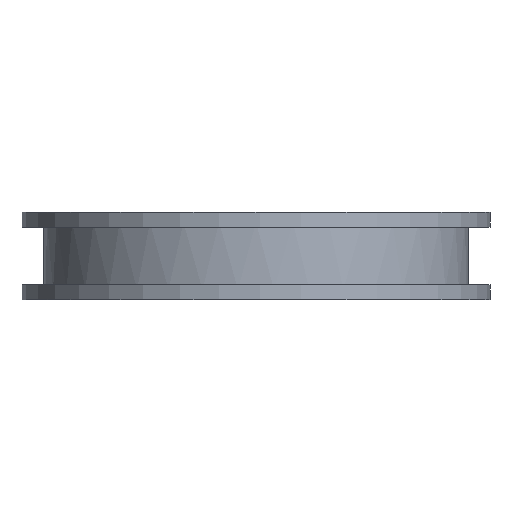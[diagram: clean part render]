
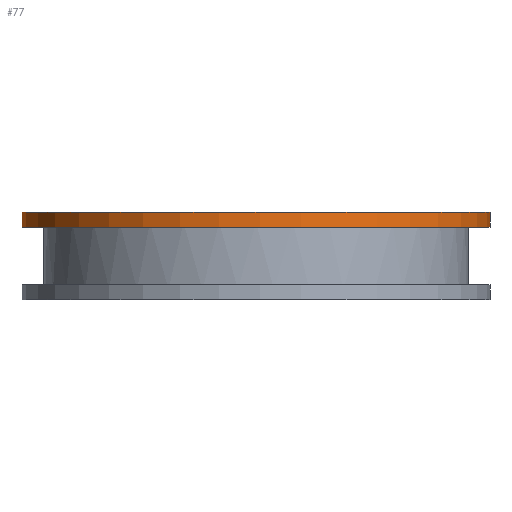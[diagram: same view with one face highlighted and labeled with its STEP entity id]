
A CAD part, front view. The second image highlights one B-rep face of the part: STEP entity #77.
In plain terms, the highlighted cylindrical face has radius 375 mm (diameter 750 mm), a full revolution.
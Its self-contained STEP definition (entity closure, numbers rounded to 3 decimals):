
#77=ADVANCED_FACE('',(#413,#415),#417,.T.);
#413=FACE_OUTER_BOUND('',#414,.T.);
#414=EDGE_LOOP('',(#1733));
#415=FACE_OUTER_BOUND('',#416,.T.);
#416=EDGE_LOOP('',(#1734));
#417=CYLINDRICAL_SURFACE('',#418,375.);
#418=AXIS2_PLACEMENT_3D('',#419,#420,#421);
#419=CARTESIAN_POINT('',(0.,0.,76.571));
#420=DIRECTION('',(0.,0.,-1.));
#421=DIRECTION('',(-0.156,-0.988,0.));
#1733=ORIENTED_EDGE('',*,*,#2280,.T.);
#1734=ORIENTED_EDGE('',*,*,#2281,.F.);
#2280=EDGE_CURVE('',#2656,#2656,#2657,.T.);
#2281=EDGE_CURVE('',#2658,#2658,#2659,.T.);
#2656=VERTEX_POINT('',#3680);
#2657=CIRCLE('',#3681,375.);
#2658=VERTEX_POINT('',#3685);
#2659=CIRCLE('',#3686,375.);
#3680=CARTESIAN_POINT('',(-58.663,-370.383,72.571));
#3681=AXIS2_PLACEMENT_3D('',#3682,#3683,#3684);
#3682=CARTESIAN_POINT('',(0.,0.,72.571));
#3683=DIRECTION('',(0.,0.,-1.));
#3684=DIRECTION('',(-0.156,-0.988,0.));
#3685=CARTESIAN_POINT('',(-58.663,-370.383,48.571));
#3686=AXIS2_PLACEMENT_3D('',#3687,#3688,#3689);
#3687=CARTESIAN_POINT('',(0.,0.,48.571));
#3688=DIRECTION('',(0.,0.,-1.));
#3689=DIRECTION('',(-0.156,-0.988,0.));
